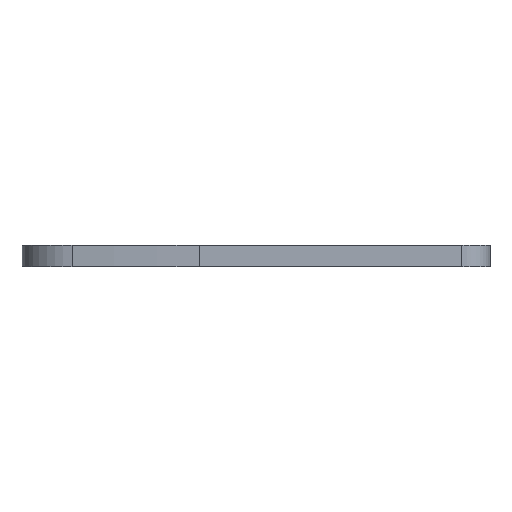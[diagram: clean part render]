
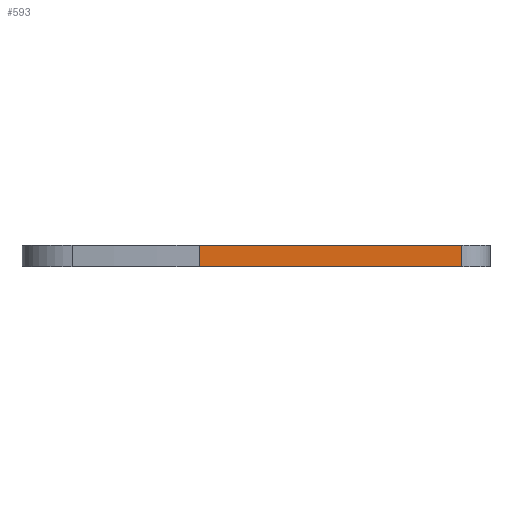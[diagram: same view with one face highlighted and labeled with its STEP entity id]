
A CAD part, front view. The second image highlights one B-rep face of the part: STEP entity #593.
In plain terms, the highlighted planar face has unit normal (0, -1, 0).
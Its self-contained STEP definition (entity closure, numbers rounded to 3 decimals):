
#537=CARTESIAN_POINT('Line Origine',(23.,-45.5,-6.5)) ;
#541=CARTESIAN_POINT('Vertex',(23.,-45.5,-5.)) ;
#543=CARTESIAN_POINT('Vertex',(23.,-45.5,-8.)) ;
#563=CARTESIAN_POINT('Axis2P3D Location',(59.,-45.5,0.)) ;
#568=CARTESIAN_POINT('Line Origine',(60.,-45.5,-6.5)) ;
#572=CARTESIAN_POINT('Vertex',(60.,-45.5,-5.)) ;
#574=CARTESIAN_POINT('Vertex',(60.,-45.5,-8.)) ;
#577=CARTESIAN_POINT('Line Origine',(41.5,-45.5,-5.)) ;
#582=CARTESIAN_POINT('Line Origine',(41.5,-45.5,-8.)) ;
#538=DIRECTION('Vector Direction',(0.,0.,-1.)) ;
#564=DIRECTION('Axis2P3D Direction',(0.,1.,-0.)) ;
#565=DIRECTION('Axis2P3D XDirection',(-1.,0.,0.)) ;
#569=DIRECTION('Vector Direction',(0.,0.,-1.)) ;
#578=DIRECTION('Vector Direction',(-1.,0.,0.)) ;
#583=DIRECTION('Vector Direction',(-1.,0.,0.)) ;
#566=AXIS2_PLACEMENT_3D('Plane Axis2P3D',#563,#564,#565) ;
#588=ORIENTED_EDGE('',*,*,#576,.F.) ;
#589=ORIENTED_EDGE('',*,*,#581,.T.) ;
#590=ORIENTED_EDGE('',*,*,#545,.T.) ;
#591=ORIENTED_EDGE('',*,*,#586,.F.) ;
#539=VECTOR('Line Direction',#538,1.) ;
#570=VECTOR('Line Direction',#569,1.) ;
#579=VECTOR('Line Direction',#578,1.) ;
#584=VECTOR('Line Direction',#583,1.) ;
#593=ADVANCED_FACE('PartBody',(#592),#567,.F.) ;
#545=EDGE_CURVE('',#542,#544,#540,.T.) ;
#576=EDGE_CURVE('',#573,#575,#571,.T.) ;
#581=EDGE_CURVE('',#573,#542,#580,.T.) ;
#586=EDGE_CURVE('',#575,#544,#585,.T.) ;
#587=EDGE_LOOP('',(#588,#589,#590,#591)) ;
#592=FACE_OUTER_BOUND('',#587,.T.) ;
#540=LINE('Line',#537,#539) ;
#571=LINE('Line',#568,#570) ;
#580=LINE('Line',#577,#579) ;
#585=LINE('Line',#582,#584) ;
#567=PLANE('Plane',#566) ;
#542=VERTEX_POINT('',#541) ;
#544=VERTEX_POINT('',#543) ;
#573=VERTEX_POINT('',#572) ;
#575=VERTEX_POINT('',#574) ;
